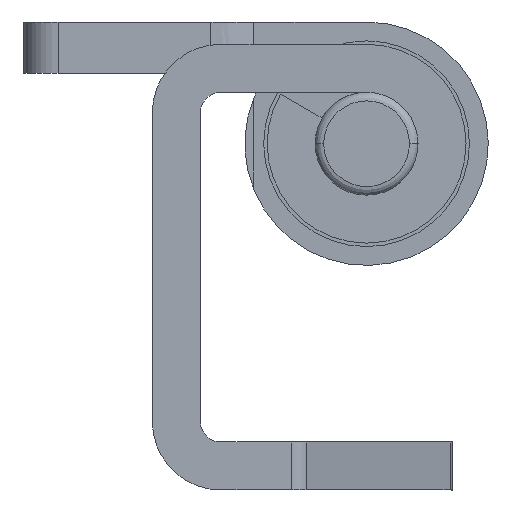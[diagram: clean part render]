
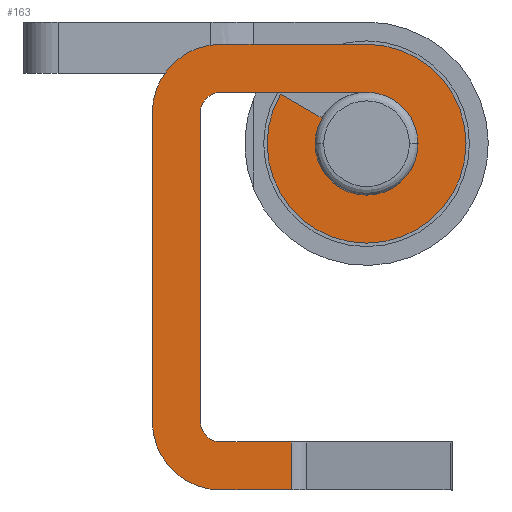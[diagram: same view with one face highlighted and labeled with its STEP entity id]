
A CAD part, front view. The second image highlights one B-rep face of the part: STEP entity #163.
In plain terms, the highlighted planar face has unit normal (0, -1, 0).
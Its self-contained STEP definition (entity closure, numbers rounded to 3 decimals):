
#163=ADVANCED_FACE('',(#331),#2698,.T.);
#331=FACE_OUTER_BOUND('',#523,.T.);
#523=EDGE_LOOP('',(#1112,#1113,#1114,#1115,#1116,#1117,#1118,#1119,#1120,
#1121,#1122,#1123,#1124,#1125));
#1112=ORIENTED_EDGE('',*,*,#1581,.T.);
#1113=ORIENTED_EDGE('',*,*,#1585,.T.);
#1114=ORIENTED_EDGE('',*,*,#1629,.T.);
#1115=ORIENTED_EDGE('',*,*,#1588,.T.);
#1116=ORIENTED_EDGE('',*,*,#1630,.T.);
#1117=ORIENTED_EDGE('',*,*,#1590,.T.);
#1118=ORIENTED_EDGE('',*,*,#1564,.T.);
#1119=ORIENTED_EDGE('',*,*,#1568,.T.);
#1120=ORIENTED_EDGE('',*,*,#1571,.T.);
#1121=ORIENTED_EDGE('',*,*,#1574,.T.);
#1122=ORIENTED_EDGE('',*,*,#1637,.T.);
#1123=ORIENTED_EDGE('',*,*,#1577,.T.);
#1124=ORIENTED_EDGE('',*,*,#1640,.T.);
#1125=ORIENTED_EDGE('',*,*,#1580,.T.);
#1564=EDGE_CURVE('',#2451,#2450,#1861,.T.);
#1568=EDGE_CURVE('',#2450,#2453,#2230,.T.);
#1571=EDGE_CURVE('',#2453,#2455,#1863,.T.);
#1574=EDGE_CURVE('',#2455,#2485,#2233,.T.);
#1577=EDGE_CURVE('',#2489,#2488,#2236,.T.);
#1580=EDGE_CURVE('',#2491,#2539,#2239,.T.);
#1581=EDGE_CURVE('',#2539,#2543,#2240,.T.);
#1585=EDGE_CURVE('',#2543,#2473,#2244,.T.);
#1588=EDGE_CURVE('',#2477,#2476,#2247,.T.);
#1590=EDGE_CURVE('',#2479,#2451,#2249,.T.);
#1629=EDGE_CURVE('',#2473,#2477,#1877,.T.);
#1630=EDGE_CURVE('',#2476,#2479,#1878,.T.);
#1637=EDGE_CURVE('',#2485,#2489,#1882,.T.);
#1640=EDGE_CURVE('',#2488,#2491,#1885,.T.);
#1861=TRIMMED_CURVE($,#2049,(#5121),(#5122),.T.,.CARTESIAN.);
#1863=TRIMMED_CURVE($,#2051,(#5137),(#5138),.T.,.CARTESIAN.);
#1877=TRIMMED_CURVE($,#2065,(#5271),(#5272),.T.,.CARTESIAN.);
#1878=TRIMMED_CURVE($,#2066,(#5274),(#5275),.T.,.CARTESIAN.);
#1882=TRIMMED_CURVE($,#2070,(#5292),(#5293),.T.,.CARTESIAN.);
#1885=TRIMMED_CURVE($,#2073,(#5301),(#5302),.T.,.CARTESIAN.);
#2049=CIRCLE('',#3075,3.);
#2051=CIRCLE('',#3077,5.8);
#2065=CIRCLE('',#3091,1.2);
#2066=CIRCLE('',#3092,1.2);
#2070=CIRCLE('',#3096,4.);
#2073=CIRCLE('',#3099,4.);
#2230=B_SPLINE_CURVE_WITH_KNOTS('',1,(#5129,#5130),.UNSPECIFIED.,.F.,.F.,
(2,2),(-140.092,-137.292),.UNSPECIFIED.);
#2233=B_SPLINE_CURVE_WITH_KNOTS('',1,(#5143,#5144),.UNSPECIFIED.,.F.,.F.,
(2,2),(-106.924,-98.424),.UNSPECIFIED.);
#2236=B_SPLINE_CURVE_WITH_KNOTS('',1,(#5149,#5150),.UNSPECIFIED.,.F.,.F.,
(2,2),(-90.424,-72.424),.UNSPECIFIED.);
#2239=B_SPLINE_CURVE_WITH_KNOTS('',1,(#5155,#5156),.UNSPECIFIED.,.F.,.F.,
(2,2),(-64.424,-60.304),.UNSPECIFIED.);
#2240=B_SPLINE_CURVE_WITH_KNOTS('',1,(#5157,#5158),.UNSPECIFIED.,.F.,.F.,
(2,2),(0.,2.8),.UNSPECIFIED.);
#2244=B_SPLINE_CURVE_WITH_KNOTS('',1,(#5165,#5166),.UNSPECIFIED.,.F.,.F.,
(2,2),(-38.743,-34.624),.UNSPECIFIED.);
#2247=B_SPLINE_CURVE_WITH_KNOTS('',1,(#5171,#5172),.UNSPECIFIED.,.F.,.F.,
(2,2),(-32.224,-14.224),.UNSPECIFIED.);
#2249=B_SPLINE_CURVE_WITH_KNOTS('',1,(#5175,#5176),.UNSPECIFIED.,.F.,.F.,
(2,2),(-11.824,-3.324),.UNSPECIFIED.);
#2450=VERTEX_POINT('',#5005);
#2451=VERTEX_POINT('',#5006);
#2453=VERTEX_POINT('',#5008);
#2455=VERTEX_POINT('',#5010);
#2473=VERTEX_POINT('',#5028);
#2476=VERTEX_POINT('',#5031);
#2477=VERTEX_POINT('',#5032);
#2479=VERTEX_POINT('',#5034);
#2485=VERTEX_POINT('',#5040);
#2488=VERTEX_POINT('',#5043);
#2489=VERTEX_POINT('',#5044);
#2491=VERTEX_POINT('',#5046);
#2539=VERTEX_POINT('',#5094);
#2543=VERTEX_POINT('',#5098);
#2698=PLANE('',#3072);
#3072=AXIS2_PLACEMENT_3D('',#4941,#3523,$);
#3075=AXIS2_PLACEMENT_3D($,#5120,#3527,#3528);
#3077=AXIS2_PLACEMENT_3D($,#5136,#3531,#3532);
#3091=AXIS2_PLACEMENT_3D($,#5270,#3559,#3560);
#3092=AXIS2_PLACEMENT_3D($,#5273,#3561,#3562);
#3096=AXIS2_PLACEMENT_3D($,#5291,#3569,#3570);
#3099=AXIS2_PLACEMENT_3D($,#5300,#3575,#3576);
#3523=DIRECTION('',(0.,-1.,0.));
#3527=DIRECTION('',(0.,1.,0.));
#3528=DIRECTION('',(0.,0.,1.));
#3531=DIRECTION('',(0.,-1.,0.));
#3532=DIRECTION('',(-0.866,0.,0.5));
#3559=DIRECTION('',(0.,1.,0.));
#3560=DIRECTION('',(0.,0.,-1.));
#3561=DIRECTION('',(0.,1.,0.));
#3562=DIRECTION('',(-1.,0.,0.));
#3569=DIRECTION('',(0.,-1.,0.));
#3570=DIRECTION('',(0.,0.,1.));
#3575=DIRECTION('',(0.,-1.,0.));
#3576=DIRECTION('',(-1.,0.,0.));
#4941=CARTESIAN_POINT('',(-3.533,56.469,-4.135));
#5005=CARTESIAN_POINT('',(6.561,56.469,17.825));
#5006=CARTESIAN_POINT('',(9.159,56.469,19.325));
#5008=CARTESIAN_POINT('',(4.136,56.469,19.225));
#5010=CARTESIAN_POINT('',(9.159,56.469,22.125));
#5028=CARTESIAN_POINT('',(0.659,56.469,-1.075));
#5031=CARTESIAN_POINT('',(-0.541,56.469,18.125));
#5032=CARTESIAN_POINT('',(-0.541,56.469,0.125));
#5034=CARTESIAN_POINT('',(0.659,56.469,19.325));
#5040=CARTESIAN_POINT('',(0.659,56.469,22.125));
#5043=CARTESIAN_POINT('',(-3.341,56.469,0.125));
#5044=CARTESIAN_POINT('',(-3.341,56.469,18.125));
#5046=CARTESIAN_POINT('',(0.659,56.469,-3.875));
#5094=CARTESIAN_POINT('',(4.779,56.469,-3.875));
#5098=CARTESIAN_POINT('',(4.779,56.469,-1.075));
#5120=CARTESIAN_POINT('',(9.159,56.469,16.325));
#5121=CARTESIAN_POINT('',(9.159,56.469,19.325));
#5122=CARTESIAN_POINT('',(6.561,56.469,17.825));
#5129=CARTESIAN_POINT('',(6.561,56.469,17.825));
#5130=CARTESIAN_POINT('',(4.136,56.469,19.225));
#5136=CARTESIAN_POINT('',(9.159,56.469,16.325));
#5137=CARTESIAN_POINT('',(4.136,56.469,19.225));
#5138=CARTESIAN_POINT('',(9.159,56.469,22.125));
#5143=CARTESIAN_POINT('',(9.159,56.469,22.125));
#5144=CARTESIAN_POINT('',(0.659,56.469,22.125));
#5149=CARTESIAN_POINT('',(-3.341,56.469,18.125));
#5150=CARTESIAN_POINT('',(-3.341,56.469,0.125));
#5155=CARTESIAN_POINT('',(0.659,56.469,-3.875));
#5156=CARTESIAN_POINT('',(4.779,56.469,-3.875));
#5157=CARTESIAN_POINT('',(4.779,56.469,-3.875));
#5158=CARTESIAN_POINT('',(4.779,56.469,-1.075));
#5165=CARTESIAN_POINT('',(4.779,56.469,-1.075));
#5166=CARTESIAN_POINT('',(0.659,56.469,-1.075));
#5171=CARTESIAN_POINT('',(-0.541,56.469,0.125));
#5172=CARTESIAN_POINT('',(-0.541,56.469,18.125));
#5175=CARTESIAN_POINT('',(0.659,56.469,19.325));
#5176=CARTESIAN_POINT('',(9.159,56.469,19.325));
#5270=CARTESIAN_POINT('',(0.659,56.469,0.125));
#5271=CARTESIAN_POINT('',(0.659,56.469,-1.075));
#5272=CARTESIAN_POINT('',(-0.541,56.469,0.125));
#5273=CARTESIAN_POINT('',(0.659,56.469,18.125));
#5274=CARTESIAN_POINT('',(-0.541,56.469,18.125));
#5275=CARTESIAN_POINT('',(0.659,56.469,19.325));
#5291=CARTESIAN_POINT('',(0.659,56.469,18.125));
#5292=CARTESIAN_POINT('',(0.659,56.469,22.125));
#5293=CARTESIAN_POINT('',(-3.341,56.469,18.125));
#5300=CARTESIAN_POINT('',(0.659,56.469,0.125));
#5301=CARTESIAN_POINT('',(-3.341,56.469,0.125));
#5302=CARTESIAN_POINT('',(0.659,56.469,-3.875));
